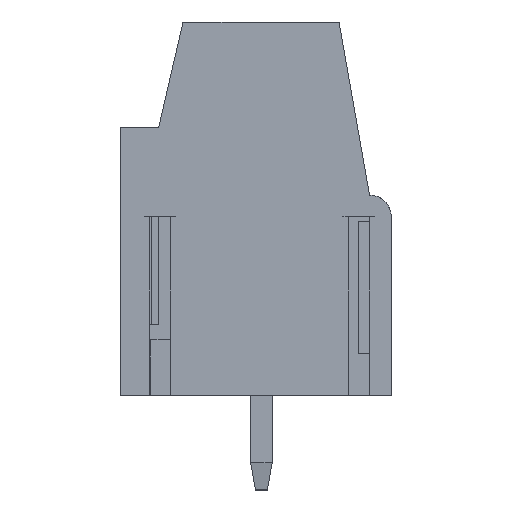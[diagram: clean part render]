
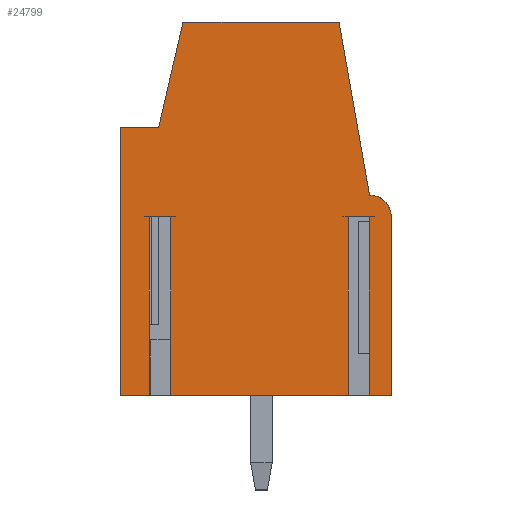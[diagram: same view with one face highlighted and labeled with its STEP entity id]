
A CAD part, left-side view. The second image highlights one B-rep face of the part: STEP entity #24799.
In plain terms, the highlighted planar face has unit normal (-1, 0, 0).
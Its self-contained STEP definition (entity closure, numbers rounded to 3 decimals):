
#24715=AXIS2_PLACEMENT_3D('Plane Axis2P3D',#24712,#24713,#24714) ;
#24745=AXIS2_PLACEMENT_3D('Circle Axis2P3D',#24743,#24744,$) ;
#23612=CARTESIAN_POINT('Vertex',(0.,10.,13.4)) ;
#23696=CARTESIAN_POINT('Vertex',(0.,10.,3.5)) ;
#23699=CARTESIAN_POINT('Line Origine',(0.,10.,8.45)) ;
#23756=CARTESIAN_POINT('Vertex',(0.,7.7,17.3)) ;
#23805=CARTESIAN_POINT('Vertex',(0.,8.6,13.4)) ;
#23808=CARTESIAN_POINT('Line Origine',(0.,8.15,15.35)) ;
#23884=CARTESIAN_POINT('Line Origine',(0.,9.3,13.4)) ;
#24078=CARTESIAN_POINT('Vertex',(0.,8.16,3.5)) ;
#24092=CARTESIAN_POINT('Vertex',(0.,8.94,3.5)) ;
#24095=CARTESIAN_POINT('Line Origine',(0.,9.47,3.5)) ;
#24167=CARTESIAN_POINT('Vertex',(0.,0.,3.5)) ;
#24170=CARTESIAN_POINT('Line Origine',(0.,0.405,3.5)) ;
#24174=CARTESIAN_POINT('Vertex',(0.,0.81,3.5)) ;
#24195=CARTESIAN_POINT('Vertex',(0.,1.59,3.5)) ;
#24198=CARTESIAN_POINT('Line Origine',(0.,4.875,3.5)) ;
#24712=CARTESIAN_POINT('Axis2P3D Location',(0.,10.,0.3)) ;
#24717=CARTESIAN_POINT('Line Origine',(0.,1.59,6.8)) ;
#24721=CARTESIAN_POINT('Vertex',(0.,1.59,10.1)) ;
#24724=CARTESIAN_POINT('Line Origine',(0.,1.2,10.1)) ;
#24728=CARTESIAN_POINT('Vertex',(0.,0.81,10.1)) ;
#24731=CARTESIAN_POINT('Line Origine',(0.,0.81,6.8)) ;
#24736=CARTESIAN_POINT('Line Origine',(0.,0.,6.8)) ;
#24740=CARTESIAN_POINT('Vertex',(0.,0.,10.1)) ;
#24743=CARTESIAN_POINT('Axis2P3D Location',(0.,0.8,10.1)) ;
#24747=CARTESIAN_POINT('Vertex',(0.,0.8,10.9)) ;
#24750=CARTESIAN_POINT('Line Origine',(0.,1.364,14.1)) ;
#24754=CARTESIAN_POINT('Vertex',(0.,1.928,17.3)) ;
#24757=CARTESIAN_POINT('Line Origine',(0.,4.814,17.3)) ;
#24762=CARTESIAN_POINT('Line Origine',(0.,8.94,6.8)) ;
#24766=CARTESIAN_POINT('Vertex',(0.,8.94,10.1)) ;
#24769=CARTESIAN_POINT('Line Origine',(0.,8.55,10.1)) ;
#24773=CARTESIAN_POINT('Vertex',(0.,8.16,10.1)) ;
#24776=CARTESIAN_POINT('Line Origine',(0.,8.16,6.8)) ;
#23700=DIRECTION('Vector Direction',(0.,0.,1.)) ;
#23809=DIRECTION('Vector Direction',(0.,-0.225,0.974)) ;
#23885=DIRECTION('Vector Direction',(0.,-1.,0.)) ;
#24096=DIRECTION('Vector Direction',(0.,-1.,0.)) ;
#24171=DIRECTION('Vector Direction',(0.,-1.,0.)) ;
#24199=DIRECTION('Vector Direction',(0.,-1.,0.)) ;
#24713=DIRECTION('Axis2P3D Direction',(1.,0.,0.)) ;
#24714=DIRECTION('Axis2P3D XDirection',(0.,0.,-1.)) ;
#24718=DIRECTION('Vector Direction',(0.,0.,1.)) ;
#24725=DIRECTION('Vector Direction',(0.,1.,0.)) ;
#24732=DIRECTION('Vector Direction',(0.,0.,1.)) ;
#24737=DIRECTION('Vector Direction',(0.,0.,-1.)) ;
#24744=DIRECTION('Axis2P3D Direction',(1.,0.,0.)) ;
#24751=DIRECTION('Vector Direction',(0.,-0.174,-0.985)) ;
#24758=DIRECTION('Vector Direction',(0.,-1.,0.)) ;
#24763=DIRECTION('Vector Direction',(0.,0.,1.)) ;
#24770=DIRECTION('Vector Direction',(0.,1.,0.)) ;
#24777=DIRECTION('Vector Direction',(0.,0.,1.)) ;
#23701=VECTOR('Line Direction',#23700,1.) ;
#23810=VECTOR('Line Direction',#23809,1.) ;
#23886=VECTOR('Line Direction',#23885,1.) ;
#24097=VECTOR('Line Direction',#24096,1.) ;
#24172=VECTOR('Line Direction',#24171,1.) ;
#24200=VECTOR('Line Direction',#24199,1.) ;
#24719=VECTOR('Line Direction',#24718,1.) ;
#24726=VECTOR('Line Direction',#24725,1.) ;
#24733=VECTOR('Line Direction',#24732,1.) ;
#24738=VECTOR('Line Direction',#24737,1.) ;
#24752=VECTOR('Line Direction',#24751,1.) ;
#24759=VECTOR('Line Direction',#24758,1.) ;
#24764=VECTOR('Line Direction',#24763,1.) ;
#24771=VECTOR('Line Direction',#24770,1.) ;
#24778=VECTOR('Line Direction',#24777,1.) ;
#24782=ORIENTED_EDGE('',*,*,#24723,.T.) ;
#24783=ORIENTED_EDGE('',*,*,#24730,.F.) ;
#24784=ORIENTED_EDGE('',*,*,#24735,.F.) ;
#24785=ORIENTED_EDGE('',*,*,#24176,.T.) ;
#24786=ORIENTED_EDGE('',*,*,#24742,.F.) ;
#24787=ORIENTED_EDGE('',*,*,#24749,.F.) ;
#24788=ORIENTED_EDGE('',*,*,#24756,.F.) ;
#24789=ORIENTED_EDGE('',*,*,#24761,.F.) ;
#24790=ORIENTED_EDGE('',*,*,#23812,.F.) ;
#24791=ORIENTED_EDGE('',*,*,#23888,.F.) ;
#24792=ORIENTED_EDGE('',*,*,#23703,.F.) ;
#24793=ORIENTED_EDGE('',*,*,#24099,.T.) ;
#24794=ORIENTED_EDGE('',*,*,#24768,.T.) ;
#24795=ORIENTED_EDGE('',*,*,#24775,.F.) ;
#24796=ORIENTED_EDGE('',*,*,#24780,.F.) ;
#24797=ORIENTED_EDGE('',*,*,#24202,.T.) ;
#24799=ADVANCED_FACE('HOUSING',(#24798),#24716,.F.) ;
#24746=CIRCLE('generated circle',#24745,0.8) ;
#23703=EDGE_CURVE('',#23697,#23613,#23702,.T.) ;
#23812=EDGE_CURVE('',#23806,#23757,#23811,.T.) ;
#23888=EDGE_CURVE('',#23613,#23806,#23887,.T.) ;
#24099=EDGE_CURVE('',#23697,#24093,#24098,.T.) ;
#24176=EDGE_CURVE('',#24175,#24168,#24173,.T.) ;
#24202=EDGE_CURVE('',#24079,#24196,#24201,.T.) ;
#24723=EDGE_CURVE('',#24196,#24722,#24720,.T.) ;
#24730=EDGE_CURVE('',#24729,#24722,#24727,.T.) ;
#24735=EDGE_CURVE('',#24175,#24729,#24734,.T.) ;
#24742=EDGE_CURVE('',#24741,#24168,#24739,.T.) ;
#24749=EDGE_CURVE('',#24748,#24741,#24746,.T.) ;
#24756=EDGE_CURVE('',#24755,#24748,#24753,.T.) ;
#24761=EDGE_CURVE('',#23757,#24755,#24760,.T.) ;
#24768=EDGE_CURVE('',#24093,#24767,#24765,.T.) ;
#24775=EDGE_CURVE('',#24774,#24767,#24772,.T.) ;
#24780=EDGE_CURVE('',#24079,#24774,#24779,.T.) ;
#24781=EDGE_LOOP('',(#24782,#24783,#24784,#24785,#24786,#24787,#24788,#24789,#24790,#24791,#24792,#24793,#24794,#24795,#24796,#24797)) ;
#24798=FACE_OUTER_BOUND('',#24781,.T.) ;
#23702=LINE('Line',#23699,#23701) ;
#23811=LINE('Line',#23808,#23810) ;
#23887=LINE('Line',#23884,#23886) ;
#24098=LINE('Line',#24095,#24097) ;
#24173=LINE('Line',#24170,#24172) ;
#24201=LINE('Line',#24198,#24200) ;
#24720=LINE('Line',#24717,#24719) ;
#24727=LINE('Line',#24724,#24726) ;
#24734=LINE('Line',#24731,#24733) ;
#24739=LINE('Line',#24736,#24738) ;
#24753=LINE('Line',#24750,#24752) ;
#24760=LINE('Line',#24757,#24759) ;
#24765=LINE('Line',#24762,#24764) ;
#24772=LINE('Line',#24769,#24771) ;
#24779=LINE('Line',#24776,#24778) ;
#24716=PLANE('',#24715) ;
#23613=VERTEX_POINT('',#23612) ;
#23697=VERTEX_POINT('',#23696) ;
#23757=VERTEX_POINT('',#23756) ;
#23806=VERTEX_POINT('',#23805) ;
#24079=VERTEX_POINT('',#24078) ;
#24093=VERTEX_POINT('',#24092) ;
#24168=VERTEX_POINT('',#24167) ;
#24175=VERTEX_POINT('',#24174) ;
#24196=VERTEX_POINT('',#24195) ;
#24722=VERTEX_POINT('',#24721) ;
#24729=VERTEX_POINT('',#24728) ;
#24741=VERTEX_POINT('',#24740) ;
#24748=VERTEX_POINT('',#24747) ;
#24755=VERTEX_POINT('',#24754) ;
#24767=VERTEX_POINT('',#24766) ;
#24774=VERTEX_POINT('',#24773) ;
